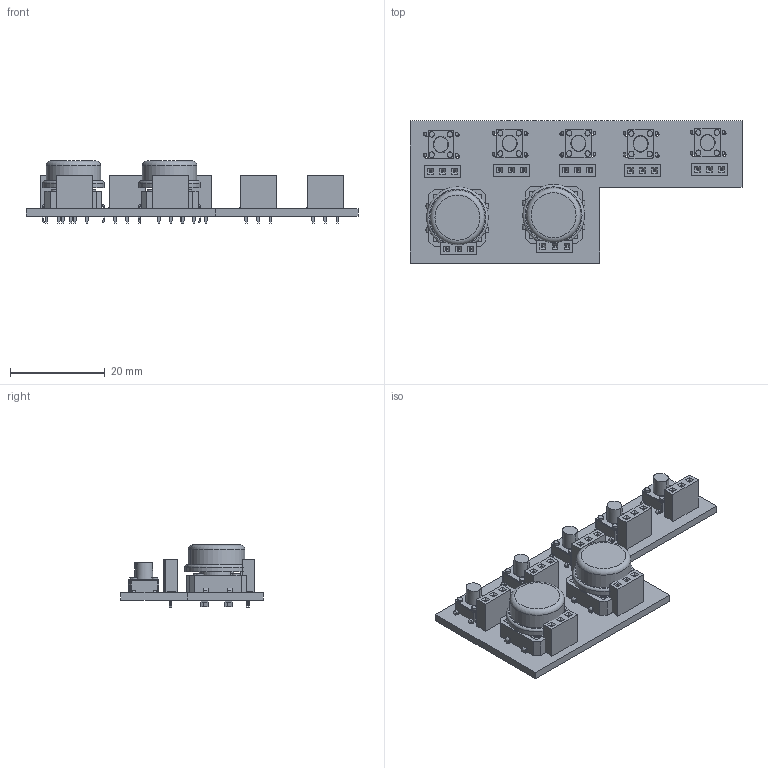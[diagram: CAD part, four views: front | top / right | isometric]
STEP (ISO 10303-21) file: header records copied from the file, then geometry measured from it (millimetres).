
FILE_DESCRIPTION(('KiCad electronic assembly'),'2;1');
FILE_NAME('PCBS 22.step','2024-09-16T22:32:08',('Pcbnew'),('Kicad'), 'Open CASCADE STEP processor 7.8','KiCad to STEP converter','Unknown' );
FILE_SCHEMA(('AUTOMOTIVE_DESIGN { 1 0 10303 214 1 1 1 1 }'));
Length unit declared in the file: millimetre
Products named in the file (9): PCBS 22 1; FSM6JSMA--3DModel-STEP-510211; FSM6JSMA; PinSocket_1x03_P2.54mm_Vertical; PinSocket_1x03_P254mm_Vertical; 12mmx12mm With Yellow cap round; round-cap; Tactal_Switch_-_THRU(12mmx12mmx__mm)-Square_Yellow; _autosave-PCBS 22_PCB
Assembly tree (19 placements, depth 3):
  PCBS 22 1
    FSM6JSMA--3DModel-STEP-510211  x5
      FSM6JSMA
    PinSocket_1x03_P2.54mm_Vertical  x7
      PinSocket_1x03_P254mm_Vertical
    12mmx12mm With Yellow cap round  x2
      round-cap
      Tactal_Switch_-_THRU(12mmx12mmx__mm)-Square_Yellow
    _autosave-PCBS 22_PCB
Bounding box: 70 x 30 x 13.1 mm (x, y, z)
Volume: 6096 mm3; surface area: 9753.5 mm2
Topology: 67 solids, 107 shells, 1901 faces, 4646 edges, 3060 vertices
Faces by surface type: plane 1190, bspline 558, cylinder 135, torus 18
Full cylindrical faces by diameter (mm): 0.762 x28, 1 x21, 1.346 x4, 1.727 x8, 2.057 x2, 6.756 x2, 10 x2, 11.5 x2, 13 x2
Entity records: 21323 total; most frequent: CARTESIAN_POINT 5887, ORIENTED_EDGE 2828, DIRECTION 2022, EDGE_CURVE 1414, VERTEX_POINT 934, FACE_BOUND 716, EDGE_LOOP 716, LINE 712
